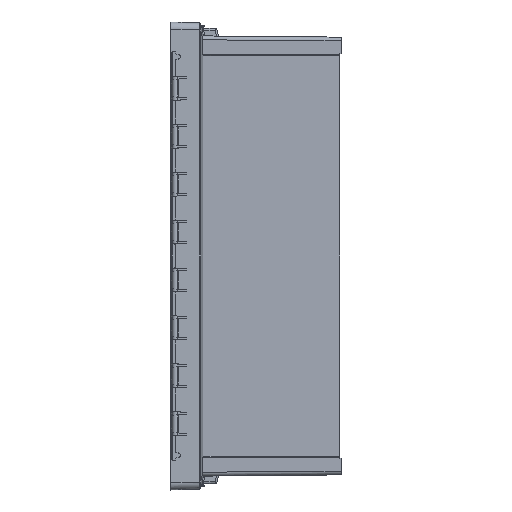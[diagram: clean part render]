
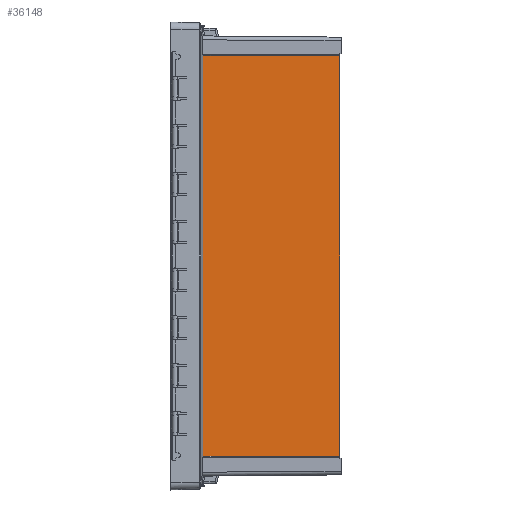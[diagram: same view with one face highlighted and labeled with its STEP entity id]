
A CAD part, left-side view. The second image highlights one B-rep face of the part: STEP entity #36148.
In plain terms, the highlighted planar face has unit normal (-1, -0.009, 0).
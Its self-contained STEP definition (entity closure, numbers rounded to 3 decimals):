
#3379=DIRECTION('',(0.,0.,1.));
#3380=VECTOR('',#3379,567.857);
#3381=CARTESIAN_POINT('',(-308.411,-239.4,-283.928));
#3382=LINE('',#3381,#3380);
#5672=DIRECTION('',(0.009,-1.,-0.001));
#5673=VECTOR('',#5672,193.972);
#5674=CARTESIAN_POINT('',(-310.103,-45.435,
284.106));
#5675=LINE('',#5674,#5673);
#5684=DIRECTION('',(0.009,-1.,0.001));
#5685=VECTOR('',#5684,193.972);
#5686=CARTESIAN_POINT('',(-310.103,-45.435,
-284.106));
#5687=LINE('',#5686,#5685);
#18109=DIRECTION('',(0.,0.,-1.));
#18110=VECTOR('',#18109,568.213);
#18111=CARTESIAN_POINT('',(-310.103,-45.435,
284.106));
#18112=LINE('',#18111,#18110);
#24100=CARTESIAN_POINT('',(-308.411,-239.4,283.928));
#24102=VERTEX_POINT('',#24100);
#24544=CARTESIAN_POINT('',(-310.103,-45.435,
284.106));
#24546=VERTEX_POINT('',#24544);
#25131=CARTESIAN_POINT('',(-308.411,-239.4,-283.928));
#25133=VERTEX_POINT('',#25131);
#25411=CARTESIAN_POINT('',(-310.103,-45.435,
-284.106));
#25413=VERTEX_POINT('',#25411);
#36135=CARTESIAN_POINT('',(-310.5,0.,-106.9));
#36136=DIRECTION('',(1.,0.009,0.));
#36137=DIRECTION('',(-0.009,1.,0.));
#36138=AXIS2_PLACEMENT_3D('',#36135,#36136,#36137);
#36139=PLANE('',#36138);
#36140=ORIENTED_EDGE('',*,*,#32323,.F.);
#36142=ORIENTED_EDGE('',*,*,#36141,.F.);
#36144=ORIENTED_EDGE('',*,*,#36143,.F.);
#36145=ORIENTED_EDGE('',*,*,#36127,.T.);
#36146=EDGE_LOOP('',(#36140,#36142,#36144,#36145));
#36147=FACE_OUTER_BOUND('',#36146,.F.);
#36148=ADVANCED_FACE('',(#36147),#36139,.F.);
#32323=EDGE_CURVE('',#25133,#24102,#3382,.T.);
#36127=EDGE_CURVE('',#24546,#24102,#5675,.T.);
#36141=EDGE_CURVE('',#25413,#25133,#5687,.T.);
#36143=EDGE_CURVE('',#24546,#25413,#18112,.T.);
